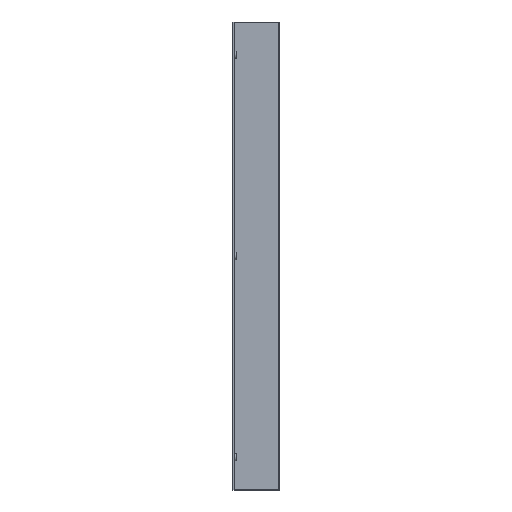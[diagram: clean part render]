
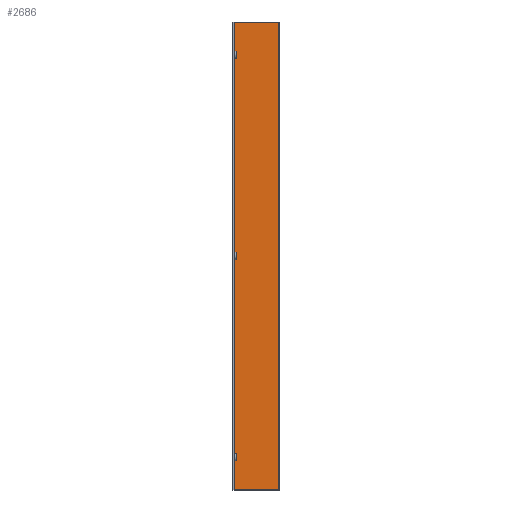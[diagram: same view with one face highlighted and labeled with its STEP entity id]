
A CAD part, front view. The second image highlights one B-rep face of the part: STEP entity #2686.
In plain terms, the highlighted planar face has unit normal (0, -1, 0).
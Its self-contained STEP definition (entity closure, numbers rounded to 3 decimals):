
#605=ORIENTED_EDGE('',*,*,#1045,.F.);
#606=ORIENTED_EDGE('',*,*,#1242,.F.);
#607=ORIENTED_EDGE('',*,*,#1243,.T.);
#608=ORIENTED_EDGE('',*,*,#1244,.T.);
#609=ORIENTED_EDGE('',*,*,#1040,.F.);
#610=ORIENTED_EDGE('',*,*,#1245,.F.);
#611=ORIENTED_EDGE('',*,*,#1246,.T.);
#612=ORIENTED_EDGE('',*,*,#1247,.T.);
#613=ORIENTED_EDGE('',*,*,#1034,.F.);
#614=ORIENTED_EDGE('',*,*,#1248,.F.);
#615=ORIENTED_EDGE('',*,*,#1249,.T.);
#616=ORIENTED_EDGE('',*,*,#1250,.T.);
#617=ORIENTED_EDGE('',*,*,#1065,.F.);
#618=ORIENTED_EDGE('',*,*,#1251,.F.);
#619=ORIENTED_EDGE('',*,*,#1252,.T.);
#620=ORIENTED_EDGE('',*,*,#1253,.T.);
#621=ORIENTED_EDGE('',*,*,#1060,.F.);
#622=ORIENTED_EDGE('',*,*,#1254,.F.);
#623=ORIENTED_EDGE('',*,*,#1255,.T.);
#624=ORIENTED_EDGE('',*,*,#1256,.T.);
#625=ORIENTED_EDGE('',*,*,#1054,.F.);
#626=ORIENTED_EDGE('',*,*,#1257,.F.);
#627=ORIENTED_EDGE('',*,*,#1258,.T.);
#628=ORIENTED_EDGE('',*,*,#1259,.T.);
#629=ORIENTED_EDGE('',*,*,#1260,.T.);
#630=ORIENTED_EDGE('',*,*,#1261,.T.);
#631=ORIENTED_EDGE('',*,*,#1262,.T.);
#632=ORIENTED_EDGE('',*,*,#1263,.T.);
#1034=EDGE_CURVE('',#1430,#1431,#1668,.T.);
#1040=EDGE_CURVE('',#1436,#1412,#1674,.T.);
#1045=EDGE_CURVE('',#1440,#1408,#1679,.T.);
#1054=EDGE_CURVE('',#1448,#1449,#1688,.T.);
#1060=EDGE_CURVE('',#1454,#1420,#1694,.T.);
#1065=EDGE_CURVE('',#1458,#1416,#1699,.T.);
#1242=EDGE_CURVE('',#1560,#1440,#1849,.T.);
#1243=EDGE_CURVE('',#1560,#1561,#1850,.F.);
#1244=EDGE_CURVE('',#1561,#1412,#1851,.T.);
#1245=EDGE_CURVE('',#1562,#1436,#1852,.T.);
#1246=EDGE_CURVE('',#1562,#1563,#1853,.F.);
#1247=EDGE_CURVE('',#1563,#1431,#1854,.T.);
#1248=EDGE_CURVE('',#1564,#1430,#1855,.T.);
#1249=EDGE_CURVE('',#1564,#1565,#1856,.F.);
#1250=EDGE_CURVE('',#1565,#1416,#1857,.T.);
#1251=EDGE_CURVE('',#1566,#1458,#1858,.T.);
#1252=EDGE_CURVE('',#1566,#1567,#1859,.F.);
#1253=EDGE_CURVE('',#1567,#1420,#1860,.T.);
#1254=EDGE_CURVE('',#1568,#1454,#1861,.T.);
#1255=EDGE_CURVE('',#1568,#1569,#1862,.F.);
#1256=EDGE_CURVE('',#1569,#1449,#1863,.T.);
#1257=EDGE_CURVE('',#1570,#1448,#1864,.T.);
#1258=EDGE_CURVE('',#1570,#1571,#1865,.F.);
#1259=EDGE_CURVE('',#1571,#1572,#1866,.T.);
#1260=EDGE_CURVE('',#1572,#1573,#1867,.T.);
#1261=EDGE_CURVE('',#1573,#1574,#1868,.F.);
#1262=EDGE_CURVE('',#1574,#1575,#1869,.F.);
#1263=EDGE_CURVE('',#1575,#1408,#1870,.T.);
#1408=VERTEX_POINT('',#3812);
#1412=VERTEX_POINT('',#3821);
#1416=VERTEX_POINT('',#3830);
#1420=VERTEX_POINT('',#3839);
#1430=VERTEX_POINT('',#3860);
#1431=VERTEX_POINT('',#3862);
#1436=VERTEX_POINT('',#3872);
#1440=VERTEX_POINT('',#3881);
#1448=VERTEX_POINT('',#3898);
#1449=VERTEX_POINT('',#3900);
#1454=VERTEX_POINT('',#3910);
#1458=VERTEX_POINT('',#3919);
#1560=VERTEX_POINT('',#4260);
#1561=VERTEX_POINT('',#4262);
#1562=VERTEX_POINT('',#4265);
#1563=VERTEX_POINT('',#4267);
#1564=VERTEX_POINT('',#4270);
#1565=VERTEX_POINT('',#4272);
#1566=VERTEX_POINT('',#4275);
#1567=VERTEX_POINT('',#4277);
#1568=VERTEX_POINT('',#4280);
#1569=VERTEX_POINT('',#4282);
#1570=VERTEX_POINT('',#4285);
#1571=VERTEX_POINT('',#4287);
#1572=VERTEX_POINT('',#4289);
#1573=VERTEX_POINT('',#4291);
#1574=VERTEX_POINT('',#4293);
#1575=VERTEX_POINT('',#4295);
#1668=LINE('',#3861,#1957);
#1674=LINE('',#3873,#1963);
#1679=LINE('',#3882,#1968);
#1688=LINE('',#3899,#1977);
#1694=LINE('',#3911,#1983);
#1699=LINE('',#3920,#1988);
#1849=LINE('',#4259,#2138);
#1850=LINE('',#4261,#2139);
#1851=LINE('',#4263,#2140);
#1852=LINE('',#4264,#2141);
#1853=LINE('',#4266,#2142);
#1854=LINE('',#4268,#2143);
#1855=LINE('',#4269,#2144);
#1856=LINE('',#4271,#2145);
#1857=LINE('',#4273,#2146);
#1858=LINE('',#4274,#2147);
#1859=LINE('',#4276,#2148);
#1860=LINE('',#4278,#2149);
#1861=LINE('',#4279,#2150);
#1862=LINE('',#4281,#2151);
#1863=LINE('',#4283,#2152);
#1864=LINE('',#4284,#2153);
#1865=LINE('',#4286,#2154);
#1866=LINE('',#4288,#2155);
#1867=LINE('',#4290,#2156);
#1868=LINE('',#4292,#2157);
#1869=LINE('',#4294,#2158);
#1870=LINE('',#4296,#2159);
#1957=VECTOR('',#3070,1000.);
#1963=VECTOR('',#3076,1000.);
#1968=VECTOR('',#3081,1000.);
#1977=VECTOR('',#3090,1000.);
#1983=VECTOR('',#3096,1000.);
#1988=VECTOR('',#3101,1000.);
#2138=VECTOR('',#3427,1000.);
#2139=VECTOR('',#3428,1000.);
#2140=VECTOR('',#3429,1000.);
#2141=VECTOR('',#3430,1000.);
#2142=VECTOR('',#3431,1000.);
#2143=VECTOR('',#3432,1000.);
#2144=VECTOR('',#3433,1000.);
#2145=VECTOR('',#3434,1000.);
#2146=VECTOR('',#3435,1000.);
#2147=VECTOR('',#3436,1000.);
#2148=VECTOR('',#3437,1000.);
#2149=VECTOR('',#3438,1000.);
#2150=VECTOR('',#3439,1000.);
#2151=VECTOR('',#3440,1000.);
#2152=VECTOR('',#3441,1000.);
#2153=VECTOR('',#3442,1000.);
#2154=VECTOR('',#3443,1000.);
#2155=VECTOR('',#3444,1000.);
#2156=VECTOR('',#3445,1000.);
#2157=VECTOR('',#3446,1000.);
#2158=VECTOR('',#3447,1000.);
#2159=VECTOR('',#3448,1000.);
#2306=EDGE_LOOP('',(#605,#606,#607,#608,#609,#610,#611,#612,#613,#614,#615,
#616,#617,#618,#619,#620,#621,#622,#623,#624,#625,#626,#627,#628,#629,#630,
#631,#632));
#2467=FACE_BOUND('',#2306,.T.);
#2590=PLANE('',#2884);
#2686=ADVANCED_FACE('',(#2467),#2590,.T.);
#2884=AXIS2_PLACEMENT_3D('',#4258,#3425,#3426);
#3070=DIRECTION('',(0.,0.,1.));
#3076=DIRECTION('',(0.,0.,1.));
#3081=DIRECTION('',(0.,0.,1.));
#3090=DIRECTION('',(0.,0.,1.));
#3096=DIRECTION('',(0.,0.,1.));
#3101=DIRECTION('',(0.,0.,1.));
#3425=DIRECTION('',(0.,-1.,0.));
#3426=DIRECTION('',(1.,0.,0.));
#3427=DIRECTION('',(-1.,0.,0.));
#3428=DIRECTION('',(0.,0.,1.));
#3429=DIRECTION('',(-1.,0.,0.));
#3430=DIRECTION('',(-1.,0.,0.));
#3431=DIRECTION('',(0.,0.,1.));
#3432=DIRECTION('',(-1.,0.,0.));
#3433=DIRECTION('',(-1.,0.,0.));
#3434=DIRECTION('',(0.,0.,1.));
#3435=DIRECTION('',(-1.,0.,0.));
#3436=DIRECTION('',(-1.,0.,0.));
#3437=DIRECTION('',(0.,0.,1.));
#3438=DIRECTION('',(-1.,0.,0.));
#3439=DIRECTION('',(-1.,0.,0.));
#3440=DIRECTION('',(0.,0.,1.));
#3441=DIRECTION('',(-1.,0.,0.));
#3442=DIRECTION('',(-1.,0.,0.));
#3443=DIRECTION('',(0.,0.,1.));
#3444=DIRECTION('',(1.,0.,0.));
#3445=DIRECTION('',(0.,0.,1.));
#3446=DIRECTION('',(1.,0.,0.));
#3447=DIRECTION('',(0.,0.,1.));
#3448=DIRECTION('',(-1.,0.,0.));
#3812=CARTESIAN_POINT('',(3.,13.8,470.));
#3821=CARTESIAN_POINT('',(3.,13.8,244.));
#3830=CARTESIAN_POINT('',(3.,13.8,-108.));
#3839=CARTESIAN_POINT('',(3.,13.8,-334.));
#3860=CARTESIAN_POINT('',(3.,13.8,108.));
#3861=CARTESIAN_POINT('',(3.,13.8,107.8));
#3862=CARTESIAN_POINT('',(3.,13.8,118.));
#3872=CARTESIAN_POINT('',(3.,13.8,234.));
#3873=CARTESIAN_POINT('',(3.,13.8,0.));
#3881=CARTESIAN_POINT('',(3.,13.8,460.));
#3882=CARTESIAN_POINT('',(3.,13.8,0.));
#3898=CARTESIAN_POINT('',(3.,13.8,-470.));
#3899=CARTESIAN_POINT('',(3.,13.8,0.));
#3900=CARTESIAN_POINT('',(3.,13.8,-460.));
#3910=CARTESIAN_POINT('',(3.,13.8,-344.));
#3911=CARTESIAN_POINT('',(3.,13.8,0.));
#3919=CARTESIAN_POINT('',(3.,13.8,-118.));
#3920=CARTESIAN_POINT('',(3.,13.8,0.));
#4258=CARTESIAN_POINT('',(3.,13.8,-600.));
#4259=CARTESIAN_POINT('',(3.,13.8,460.));
#4260=CARTESIAN_POINT('',(3.3,13.8,460.));
#4261=CARTESIAN_POINT('',(3.3,13.8,-700.));
#4262=CARTESIAN_POINT('',(3.3,13.8,244.));
#4263=CARTESIAN_POINT('',(3.,13.8,244.));
#4264=CARTESIAN_POINT('',(3.,13.8,234.));
#4265=CARTESIAN_POINT('',(3.3,13.8,234.));
#4266=CARTESIAN_POINT('',(3.3,13.8,-700.));
#4267=CARTESIAN_POINT('',(3.3,13.8,118.));
#4268=CARTESIAN_POINT('',(3.,13.8,118.));
#4269=CARTESIAN_POINT('',(3.,13.8,108.));
#4270=CARTESIAN_POINT('',(3.3,13.8,108.));
#4271=CARTESIAN_POINT('',(3.3,13.8,-600.));
#4272=CARTESIAN_POINT('',(3.3,13.8,-108.));
#4273=CARTESIAN_POINT('',(3.,13.8,-108.));
#4274=CARTESIAN_POINT('',(3.,13.8,-118.));
#4275=CARTESIAN_POINT('',(3.3,13.8,-118.));
#4276=CARTESIAN_POINT('',(3.3,13.8,-600.));
#4277=CARTESIAN_POINT('',(3.3,13.8,-334.));
#4278=CARTESIAN_POINT('',(3.,13.8,-334.));
#4279=CARTESIAN_POINT('',(3.,13.8,-344.));
#4280=CARTESIAN_POINT('',(3.3,13.8,-344.));
#4281=CARTESIAN_POINT('',(3.3,13.8,-600.));
#4282=CARTESIAN_POINT('',(3.3,13.8,-460.));
#4283=CARTESIAN_POINT('',(3.,13.8,-460.));
#4284=CARTESIAN_POINT('',(3.,13.8,-470.));
#4285=CARTESIAN_POINT('',(3.3,13.8,-470.));
#4286=CARTESIAN_POINT('',(3.3,13.8,-500.));
#4287=CARTESIAN_POINT('',(3.3,13.8,-499.7));
#4288=CARTESIAN_POINT('',(97.5,13.8,-499.7));
#4289=CARTESIAN_POINT('',(97.5,13.8,-499.7));
#4290=CARTESIAN_POINT('',(97.5,13.8,-600.));
#4291=CARTESIAN_POINT('',(97.5,13.8,499.7));
#4292=CARTESIAN_POINT('',(3.,13.8,499.7));
#4293=CARTESIAN_POINT('',(3.3,13.8,499.7));
#4294=CARTESIAN_POINT('',(3.3,13.8,-700.));
#4295=CARTESIAN_POINT('',(3.3,13.8,470.));
#4296=CARTESIAN_POINT('',(3.,13.8,470.));
